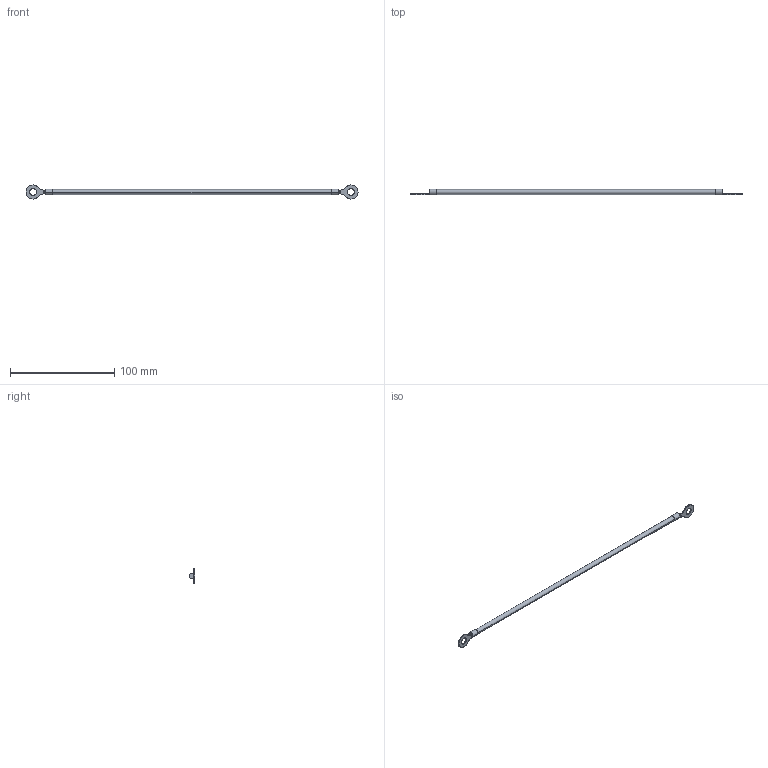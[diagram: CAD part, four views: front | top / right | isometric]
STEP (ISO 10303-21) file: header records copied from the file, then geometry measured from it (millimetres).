
FILE_DESCRIPTION (( 'STEP AP214' ), '1' );
FILE_NAME ('GRDKIT01.STEP', '2019-09-05T14:31:22', ( '' ), ( '' ), 'SwSTEP 2.0', 'SolidWorks 2018', '' );
FILE_SCHEMA (( 'AUTOMOTIVE_DESIGN' ));
Length unit declared in the file: inch
Products named in the file (1): GRDKIT01
Bounding box: 318.26 x 5.5 x 13.46 mm (x, y, z)
Volume: 5450.2 mm3; surface area: 4989.7 mm2
Topology: 1 solids, 1 shells, 36 faces, 88 edges, 58 vertices
Faces by surface type: cylinder 22, plane 8, bspline 6
Entity records: 1358 total; most frequent: CARTESIAN_POINT 306, DIRECTION 184, ORIENTED_EDGE 176, EDGE_CURVE 88, AXIS2_PLACEMENT_3D 73, VERTEX_POINT 58, EDGE_LOOP 44, CIRCLE 42
